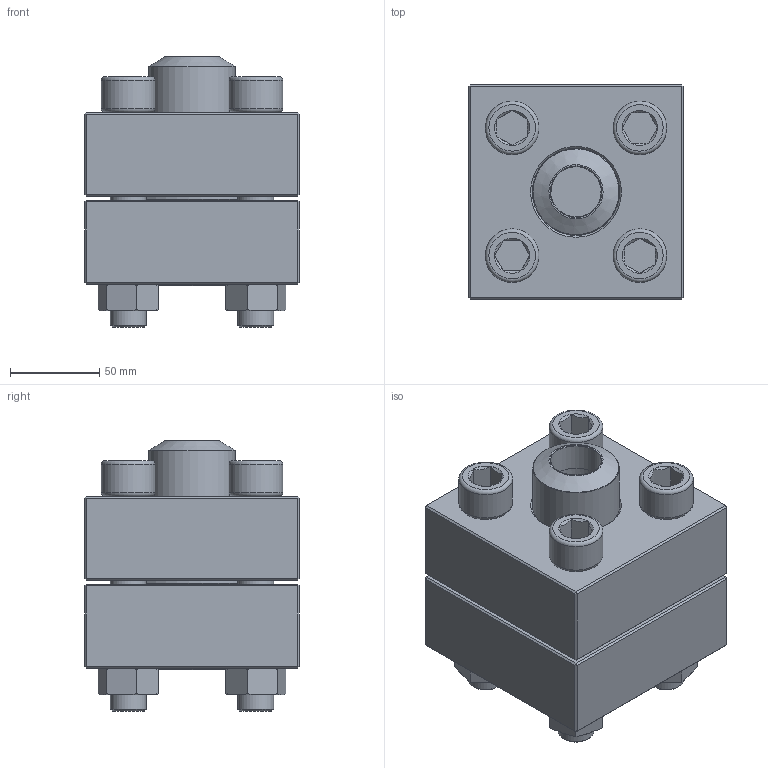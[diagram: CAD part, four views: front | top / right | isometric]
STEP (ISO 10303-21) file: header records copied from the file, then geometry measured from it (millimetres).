
FILE_DESCRIPTION(/* description */ (''),/* implementation_level */ '2;1');
FILE_NAME(/* name */ 'FKB025-601.stp',/* time_stamp */ '2025-01-06T14:20:17+01:00',/* author */ (''),/* organization */ (''),/* preprocessor_version */ 'ST-DEVELOPER v16',/* originating_system */ 'SIEMENS PLM Software NX 10.0',/* authorisation */ '');
FILE_SCHEMA (('AUTOMOTIVE_DESIGN { 1 0 10303 214 3 1 1 1 }'));
Length unit declared in the file: millimetre
Products named in the file (7): X-Mutter; X-FK_blind; X-O; X-FA; X-Schraube; X-FKV; FKB
Assembly tree (13 placements, depth 2):
  FKB
    X-FKV  x2
    X-Schraube  x4
    X-FA
    X-O
    X-FK_blind
    X-Mutter  x4
Bounding box: 120 x 120 x 151 mm (x, y, z)
Volume: 1448981.1 mm3; surface area: 237418.8 mm2
Topology: 13 solids, 13 shells, 297 faces, 603 edges, 336 vertices
Faces by surface type: plane 134, cone 115, cylinder 36, torus 12
Full cylindrical faces by diameter (mm): 19.63 x4, 20 x8, 21 x8, 28.3 x1, 28.5 x1, 30 x4, 37.69 x1, 45.456 x1, 48.3 x2, 48.8 x2, 76 x2, 77 x2
Entity records: 2949 total; most frequent: CARTESIAN_POINT 535, DIRECTION 496, ORIENTED_EDGE 358, AXIS2_PLACEMENT_3D 215, EDGE_LOOP 180, EDGE_CURVE 179, FACE_BOUND 123, VERTEX_POINT 122
